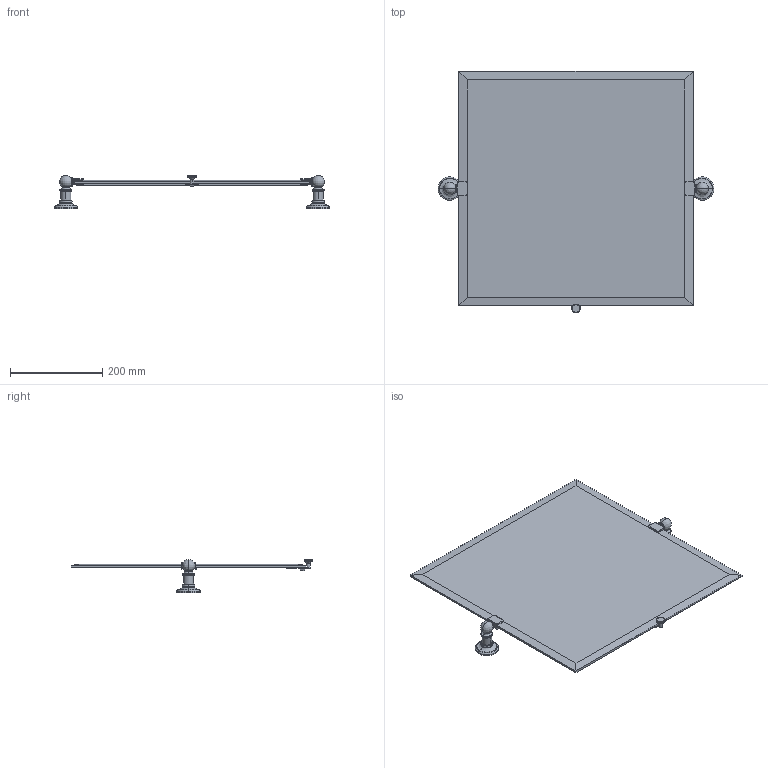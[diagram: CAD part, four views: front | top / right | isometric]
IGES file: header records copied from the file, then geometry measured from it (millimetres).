
Start section:  PTC IGES file: 4541.igs
Global section: file name: 4541.igs; native system: Creo Parametric by PTC Inc.; preprocessor: 2018400; author: jinson.thomas; organization: Unknown; date: 20210622.110454; units: inch
Bounding box: 596.9 x 522.86 x 71.52 mm (x, y, z)
Volume: 1629337.3 mm3; surface area: 562399.7 mm2
Topology: 1 solids, 1 shells, 560 faces, 1203 edges, 653 vertices
Faces by surface type: revolution 320, bspline 240
